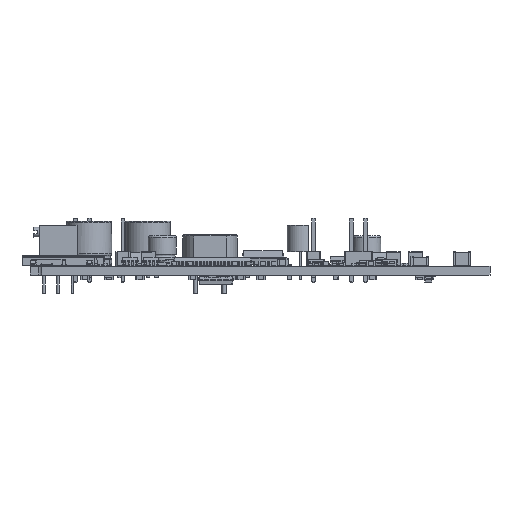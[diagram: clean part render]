
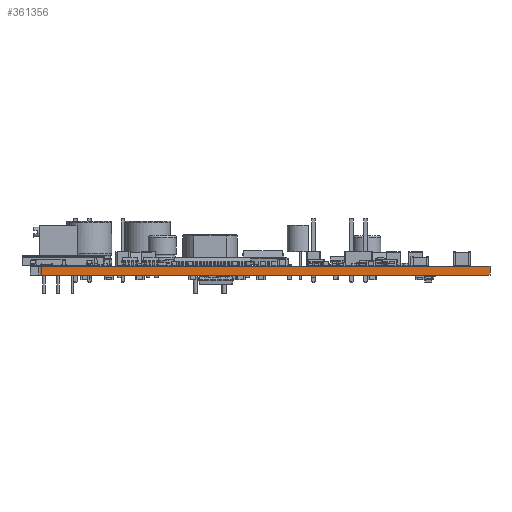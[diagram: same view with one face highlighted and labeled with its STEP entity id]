
A CAD part, front view. The second image highlights one B-rep face of the part: STEP entity #361356.
In plain terms, the highlighted planar face has unit normal (0, -1, 0).
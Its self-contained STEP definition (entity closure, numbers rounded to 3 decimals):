
#361356 = ADVANCED_FACE('',(#361357),#361371,.T.);
#361357 = FACE_BOUND('',#361358,.T.);
#361358 = EDGE_LOOP('',(#361359,#361394,#361422,#361450));
#361359 = ORIENTED_EDGE('',*,*,#361360,.T.);
#361360 = EDGE_CURVE('',#361361,#361363,#361365,.T.);
#361361 = VERTEX_POINT('',#361362);
#361362 = CARTESIAN_POINT('',(85.,-100.,0.));
#361363 = VERTEX_POINT('',#361364);
#361364 = CARTESIAN_POINT('',(85.,-100.,1.6));
#361365 = SURFACE_CURVE('',#361366,(#361370,#361382),.PCURVE_S1.);
#361366 = LINE('',#361367,#361368);
#361367 = CARTESIAN_POINT('',(85.,-100.,0.));
#361368 = VECTOR('',#361369,1.);
#361369 = DIRECTION('',(0.,0.,1.));
#361370 = PCURVE('',#361371,#361376);
#361371 = PLANE('',#361372);
#361372 = AXIS2_PLACEMENT_3D('',#361373,#361374,#361375);
#361373 = CARTESIAN_POINT('',(85.,-100.,0.));
#361374 = DIRECTION('',(0.,-1.,0.));
#361375 = DIRECTION('',(-1.,0.,0.));
#361376 = DEFINITIONAL_REPRESENTATION('',(#361377),#361381);
#361377 = LINE('',#361378,#361379);
#361378 = CARTESIAN_POINT('',(0.,-0.));
#361379 = VECTOR('',#361380,1.);
#361380 = DIRECTION('',(0.,-1.));
#361381 = ( GEOMETRIC_REPRESENTATION_CONTEXT(2) 
PARAMETRIC_REPRESENTATION_CONTEXT() REPRESENTATION_CONTEXT('2D SPACE',''
  ) );
#361382 = PCURVE('',#361383,#361388);
#361383 = PLANE('',#361384);
#361384 = AXIS2_PLACEMENT_3D('',#361385,#361386,#361387);
#361385 = CARTESIAN_POINT('',(85.,-5.,0.));
#361386 = DIRECTION('',(1.,0.,-0.));
#361387 = DIRECTION('',(0.,-1.,0.));
#361388 = DEFINITIONAL_REPRESENTATION('',(#361389),#361393);
#361389 = LINE('',#361390,#361391);
#361390 = CARTESIAN_POINT('',(95.,0.));
#361391 = VECTOR('',#361392,1.);
#361392 = DIRECTION('',(0.,-1.));
#361393 = ( GEOMETRIC_REPRESENTATION_CONTEXT(2) 
PARAMETRIC_REPRESENTATION_CONTEXT() REPRESENTATION_CONTEXT('2D SPACE',''
  ) );
#361394 = ORIENTED_EDGE('',*,*,#361395,.T.);
#361395 = EDGE_CURVE('',#361363,#361396,#361398,.T.);
#361396 = VERTEX_POINT('',#361397);
#361397 = CARTESIAN_POINT('',(5.,-100.,1.6));
#361398 = SURFACE_CURVE('',#361399,(#361403,#361410),.PCURVE_S1.);
#361399 = LINE('',#361400,#361401);
#361400 = CARTESIAN_POINT('',(85.,-100.,1.6));
#361401 = VECTOR('',#361402,1.);
#361402 = DIRECTION('',(-1.,0.,0.));
#361403 = PCURVE('',#361371,#361404);
#361404 = DEFINITIONAL_REPRESENTATION('',(#361405),#361409);
#361405 = LINE('',#361406,#361407);
#361406 = CARTESIAN_POINT('',(0.,-1.6));
#361407 = VECTOR('',#361408,1.);
#361408 = DIRECTION('',(1.,0.));
#361409 = ( GEOMETRIC_REPRESENTATION_CONTEXT(2) 
PARAMETRIC_REPRESENTATION_CONTEXT() REPRESENTATION_CONTEXT('2D SPACE',''
  ) );
#361410 = PCURVE('',#361411,#361416);
#361411 = PLANE('',#361412);
#361412 = AXIS2_PLACEMENT_3D('',#361413,#361414,#361415);
#361413 = CARTESIAN_POINT('',(46.627,-46.386,1.6));
#361414 = DIRECTION('',(-0.,-0.,-1.));
#361415 = DIRECTION('',(-1.,0.,0.));
#361416 = DEFINITIONAL_REPRESENTATION('',(#361417),#361421);
#361417 = LINE('',#361418,#361419);
#361418 = CARTESIAN_POINT('',(-38.373,-53.614));
#361419 = VECTOR('',#361420,1.);
#361420 = DIRECTION('',(1.,0.));
#361421 = ( GEOMETRIC_REPRESENTATION_CONTEXT(2) 
PARAMETRIC_REPRESENTATION_CONTEXT() REPRESENTATION_CONTEXT('2D SPACE',''
  ) );
#361422 = ORIENTED_EDGE('',*,*,#361423,.F.);
#361423 = EDGE_CURVE('',#361424,#361396,#361426,.T.);
#361424 = VERTEX_POINT('',#361425);
#361425 = CARTESIAN_POINT('',(5.,-100.,0.));
#361426 = SURFACE_CURVE('',#361427,(#361431,#361438),.PCURVE_S1.);
#361427 = LINE('',#361428,#361429);
#361428 = CARTESIAN_POINT('',(5.,-100.,0.));
#361429 = VECTOR('',#361430,1.);
#361430 = DIRECTION('',(0.,0.,1.));
#361431 = PCURVE('',#361371,#361432);
#361432 = DEFINITIONAL_REPRESENTATION('',(#361433),#361437);
#361433 = LINE('',#361434,#361435);
#361434 = CARTESIAN_POINT('',(80.,0.));
#361435 = VECTOR('',#361436,1.);
#361436 = DIRECTION('',(0.,-1.));
#361437 = ( GEOMETRIC_REPRESENTATION_CONTEXT(2) 
PARAMETRIC_REPRESENTATION_CONTEXT() REPRESENTATION_CONTEXT('2D SPACE',''
  ) );
#361438 = PCURVE('',#361439,#361444);
#361439 = PLANE('',#361440);
#361440 = AXIS2_PLACEMENT_3D('',#361441,#361442,#361443);
#361441 = CARTESIAN_POINT('',(5.,-100.,0.));
#361442 = DIRECTION('',(-1.,0.,0.));
#361443 = DIRECTION('',(0.,1.,0.));
#361444 = DEFINITIONAL_REPRESENTATION('',(#361445),#361449);
#361445 = LINE('',#361446,#361447);
#361446 = CARTESIAN_POINT('',(0.,0.));
#361447 = VECTOR('',#361448,1.);
#361448 = DIRECTION('',(0.,-1.));
#361449 = ( GEOMETRIC_REPRESENTATION_CONTEXT(2) 
PARAMETRIC_REPRESENTATION_CONTEXT() REPRESENTATION_CONTEXT('2D SPACE',''
  ) );
#361450 = ORIENTED_EDGE('',*,*,#361451,.F.);
#361451 = EDGE_CURVE('',#361361,#361424,#361452,.T.);
#361452 = SURFACE_CURVE('',#361453,(#361457,#361464),.PCURVE_S1.);
#361453 = LINE('',#361454,#361455);
#361454 = CARTESIAN_POINT('',(85.,-100.,0.));
#361455 = VECTOR('',#361456,1.);
#361456 = DIRECTION('',(-1.,0.,0.));
#361457 = PCURVE('',#361371,#361458);
#361458 = DEFINITIONAL_REPRESENTATION('',(#361459),#361463);
#361459 = LINE('',#361460,#361461);
#361460 = CARTESIAN_POINT('',(0.,-0.));
#361461 = VECTOR('',#361462,1.);
#361462 = DIRECTION('',(1.,0.));
#361463 = ( GEOMETRIC_REPRESENTATION_CONTEXT(2) 
PARAMETRIC_REPRESENTATION_CONTEXT() REPRESENTATION_CONTEXT('2D SPACE',''
  ) );
#361464 = PCURVE('',#361465,#361470);
#361465 = PLANE('',#361466);
#361466 = AXIS2_PLACEMENT_3D('',#361467,#361468,#361469);
#361467 = CARTESIAN_POINT('',(46.627,-46.386,0.));
#361468 = DIRECTION('',(-0.,-0.,-1.));
#361469 = DIRECTION('',(-1.,0.,0.));
#361470 = DEFINITIONAL_REPRESENTATION('',(#361471),#361475);
#361471 = LINE('',#361472,#361473);
#361472 = CARTESIAN_POINT('',(-38.373,-53.614));
#361473 = VECTOR('',#361474,1.);
#361474 = DIRECTION('',(1.,0.));
#361475 = ( GEOMETRIC_REPRESENTATION_CONTEXT(2) 
PARAMETRIC_REPRESENTATION_CONTEXT() REPRESENTATION_CONTEXT('2D SPACE',''
  ) );
